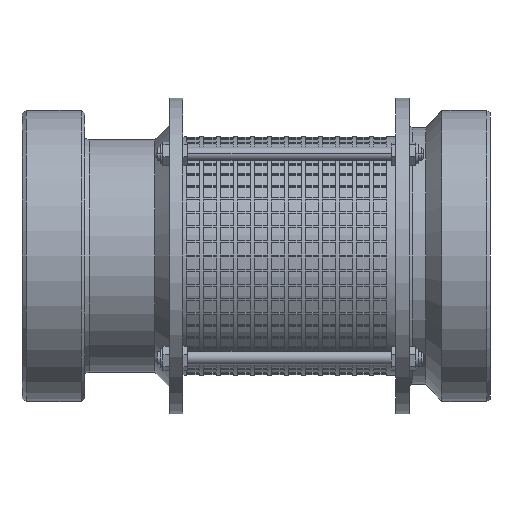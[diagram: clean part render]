
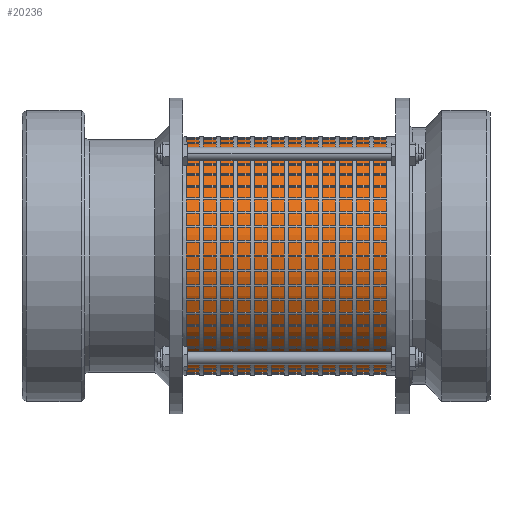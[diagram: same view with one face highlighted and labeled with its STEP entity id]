
A CAD part, front view. The second image highlights one B-rep face of the part: STEP entity #20236.
In plain terms, the highlighted cylindrical face has radius 52.8 mm (diameter 105.6 mm), a partial arc.
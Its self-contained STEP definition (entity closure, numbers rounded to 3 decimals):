
#415 = DIRECTION ( 'NONE',  ( -1., 0., 0. ) ) ;
#3639 = CARTESIAN_POINT ( 'NONE',  ( 50., 0., -52.8 ) ) ;
#4651 = ORIENTED_EDGE ( 'NONE', *, *, #88676, .F. ) ;
#4877 = EDGE_CURVE ( 'NONE', #77430, #15840, #20316, .T. ) ;
#6776 = CYLINDRICAL_SURFACE ( 'NONE', #63797, 52.8 ) ;
#9338 = EDGE_CURVE ( 'NONE', #25059, #15840, #26694, .T. ) ;
#10382 = VECTOR ( 'NONE', #41809, 1000. ) ;
#12948 = DIRECTION ( 'NONE',  ( -1., 0., 0. ) ) ;
#14151 = CIRCLE ( 'NONE', #91082, 52.8 ) ;
#15840 = VERTEX_POINT ( 'NONE', #22943 ) ;
#16647 = VERTEX_POINT ( 'NONE', #22651 ) ;
#20236 = ADVANCED_FACE ( 'NONE', ( #64429 ), #6776, .T. ) ;
#20316 = CIRCLE ( 'NONE', #36895, 52.8 ) ;
#20437 = CARTESIAN_POINT ( 'NONE',  ( -50., 0., 0. ) ) ;
#22651 = CARTESIAN_POINT ( 'NONE',  ( 50., 0., 52.8 ) ) ;
#22943 = CARTESIAN_POINT ( 'NONE',  ( -50., 0., -52.8 ) ) ;
#22975 = DIRECTION ( 'NONE',  ( 0., 0., -1. ) ) ;
#23733 = VECTOR ( 'NONE', #415, 1000. ) ;
#25059 = VERTEX_POINT ( 'NONE', #3639 ) ;
#26694 = LINE ( 'NONE', #55953, #10382 ) ;
#27888 = LINE ( 'NONE', #29741, #23733 ) ;
#29741 = CARTESIAN_POINT ( 'NONE',  ( 199.341, 0., 52.8 ) ) ;
#35122 = CARTESIAN_POINT ( 'NONE',  ( 199.341, 0., 0. ) ) ;
#35615 = DIRECTION ( 'NONE',  ( 0., 0., 1. ) ) ;
#36895 = AXIS2_PLACEMENT_3D ( 'NONE', #20437, #78070, #48302 ) ;
#37196 = DIRECTION ( 'NONE',  ( 1., 0., 0. ) ) ;
#41809 = DIRECTION ( 'NONE',  ( -1., 0., 0. ) ) ;
#47108 = ORIENTED_EDGE ( 'NONE', *, *, #68519, .T. ) ;
#48302 = DIRECTION ( 'NONE',  ( 0., 0., -1. ) ) ;
#49803 = ORIENTED_EDGE ( 'NONE', *, *, #9338, .F. ) ;
#55953 = CARTESIAN_POINT ( 'NONE',  ( 199.341, 0., -52.8 ) ) ;
#58901 = CARTESIAN_POINT ( 'NONE',  ( 50., 0., 0. ) ) ;
#63797 = AXIS2_PLACEMENT_3D ( 'NONE', #35122, #12948, #35615 ) ;
#64429 = FACE_OUTER_BOUND ( 'NONE', #75660, .T. ) ;
#68519 = EDGE_CURVE ( 'NONE', #16647, #77430, #27888, .T. ) ;
#75660 = EDGE_LOOP ( 'NONE', ( #49803, #4651, #47108, #84748 ) ) ;
#77430 = VERTEX_POINT ( 'NONE', #80676 ) ;
#78070 = DIRECTION ( 'NONE',  ( 1., 0., 0. ) ) ;
#80676 = CARTESIAN_POINT ( 'NONE',  ( -50., 0., 52.8 ) ) ;
#84748 = ORIENTED_EDGE ( 'NONE', *, *, #4877, .T. ) ;
#88676 = EDGE_CURVE ( 'NONE', #16647, #25059, #14151, .T. ) ;
#91082 = AXIS2_PLACEMENT_3D ( 'NONE', #58901, #37196, #22975 ) ;
